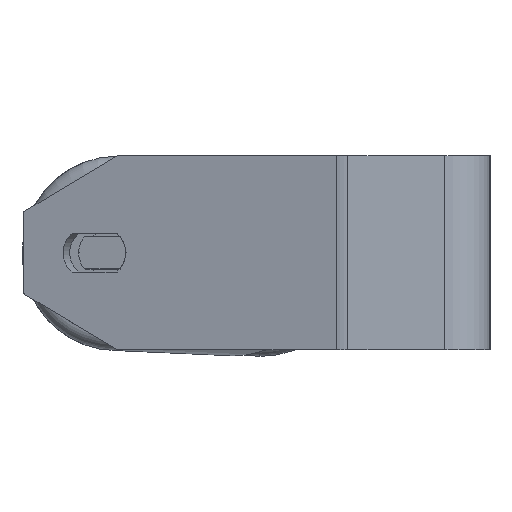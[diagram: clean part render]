
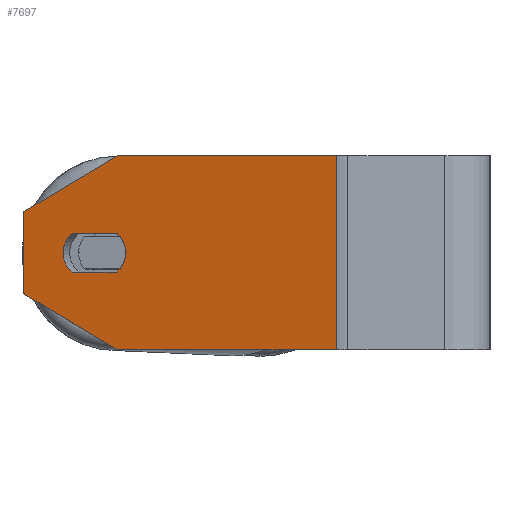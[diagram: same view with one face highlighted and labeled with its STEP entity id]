
A CAD part, left-side view. The second image highlights one B-rep face of the part: STEP entity #7697.
In plain terms, the highlighted planar face has unit normal (-0.966, 0.259, 0).
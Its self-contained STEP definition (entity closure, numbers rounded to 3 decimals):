
#16 = AXIS2_PLACEMENT_3D ( 'NONE', #4070, #6050, #7972 ) ;
#35 = VECTOR ( 'NONE', #2706, 1000. ) ;
#101 = ORIENTED_EDGE ( 'NONE', *, *, #3467, .F. ) ;
#131 = VECTOR ( 'NONE', #4639, 1000. ) ;
#144 = CARTESIAN_POINT ( 'NONE',  ( -266.466, 114.893, 30. ) ) ;
#271 = CIRCLE ( 'NONE', #6567, 7.5 ) ;
#777 = LINE ( 'NONE', #6099, #35 ) ;
#895 = CARTESIAN_POINT ( 'NONE',  ( -258.701, 143.87, -30. ) ) ;
#952 = AXIS2_PLACEMENT_3D ( 'NONE', #5716, #5805, #5091 ) ;
#1124 = VERTEX_POINT ( 'NONE', #2603 ) ;
#1166 = DIRECTION ( 'NONE',  ( 0.966, -0.259, 0. ) ) ;
#1217 = DIRECTION ( 'NONE',  ( 0.259, 0.966, 0. ) ) ;
#1294 = PLANE ( 'NONE',  #5655 ) ;
#1375 = LINE ( 'NONE', #2701, #4514 ) ;
#1416 = ORIENTED_EDGE ( 'NONE', *, *, #2059, .T. ) ;
#1417 = DIRECTION ( 'NONE',  ( 0., 0., -1. ) ) ;
#1419 = VERTEX_POINT ( 'NONE', #7594 ) ;
#1435 = EDGE_CURVE ( 'NONE', #1914, #1124, #271, .T. ) ;
#1451 = EDGE_CURVE ( 'NONE', #3502, #2690, #4650, .T. ) ;
#1486 = ORIENTED_EDGE ( 'NONE', *, *, #5566, .F. ) ;
#1550 = ORIENTED_EDGE ( 'NONE', *, *, #4293, .T. ) ;
#1569 = VERTEX_POINT ( 'NONE', #144 ) ;
#1651 = CARTESIAN_POINT ( 'NONE',  ( -284.523, 47.502, -30. ) ) ;
#1665 = VECTOR ( 'NONE', #2381, 1000. ) ;
#1740 = CARTESIAN_POINT ( 'NONE',  ( -263.877, 124.552, 0. ) ) ;
#1778 = CARTESIAN_POINT ( 'NONE',  ( -284.523, 47.502, 30. ) ) ;
#1914 = VERTEX_POINT ( 'NONE', #4471 ) ;
#1944 = FACE_BOUND ( 'NONE', #4363, .T. ) ;
#1962 = LINE ( 'NONE', #2974, #2196 ) ;
#2059 = EDGE_CURVE ( 'NONE', #6887, #5152, #5243, .T. ) ;
#2196 = VECTOR ( 'NONE', #4258, 1000. ) ;
#2226 = ORIENTED_EDGE ( 'NONE', *, *, #2983, .F. ) ;
#2381 = DIRECTION ( 'NONE',  ( -0.259, -0.966, 0. ) ) ;
#2522 = VECTOR ( 'NONE', #5439, 1000. ) ;
#2569 = VERTEX_POINT ( 'NONE', #1651 ) ;
#2574 = CARTESIAN_POINT ( 'NONE',  ( -266.466, 114.893, -30. ) ) ;
#2603 = CARTESIAN_POINT ( 'NONE',  ( -262.713, 128.899, -6. ) ) ;
#2616 = CIRCLE ( 'NONE', #16, 7.5 ) ;
#2618 = EDGE_CURVE ( 'NONE', #6340, #2569, #1375, .T. ) ;
#2633 = LINE ( 'NONE', #7886, #131 ) ;
#2661 = CARTESIAN_POINT ( 'NONE',  ( -258.701, 143.87, 12.679 ) ) ;
#2690 = VERTEX_POINT ( 'NONE', #6012 ) ;
#2701 = CARTESIAN_POINT ( 'NONE',  ( -284.523, 47.502, 30. ) ) ;
#2706 = DIRECTION ( 'NONE',  ( -0.259, -0.966, 0. ) ) ;
#2792 = CARTESIAN_POINT ( 'NONE',  ( -258.701, 143.87, 30. ) ) ;
#2882 = VECTOR ( 'NONE', #5828, 1000. ) ;
#2974 = CARTESIAN_POINT ( 'NONE',  ( -266.466, 114.893, -30. ) ) ;
#2983 = EDGE_CURVE ( 'NONE', #1569, #6340, #4814, .T. ) ;
#3100 = CARTESIAN_POINT ( 'NONE',  ( -258.701, 143.87, 30. ) ) ;
#3166 = CARTESIAN_POINT ( 'NONE',  ( -267.113, 112.478, 0. ) ) ;
#3176 = VERTEX_POINT ( 'NONE', #2574 ) ;
#3179 = EDGE_LOOP ( 'NONE', ( #1416, #7428, #5739, #5877, #2226, #1550 ) ) ;
#3299 = ORIENTED_EDGE ( 'NONE', *, *, #1451, .F. ) ;
#3467 = EDGE_CURVE ( 'NONE', #2690, #1914, #6554, .T. ) ;
#3502 = VERTEX_POINT ( 'NONE', #3166 ) ;
#3527 = CARTESIAN_POINT ( 'NONE',  ( -258.701, 143.87, -12.679 ) ) ;
#3783 = DIRECTION ( 'NONE',  ( 0.259, 0.966, 0. ) ) ;
#3949 = CARTESIAN_POINT ( 'NONE',  ( -258.701, 143.87, 30. ) ) ;
#4070 = CARTESIAN_POINT ( 'NONE',  ( -265.172, 119.722, 0. ) ) ;
#4258 = DIRECTION ( 'NONE',  ( -0.224, -0.837, -0.5 ) ) ;
#4293 = EDGE_CURVE ( 'NONE', #1569, #6887, #2633, .T. ) ;
#4363 = EDGE_LOOP ( 'NONE', ( #7833, #6646, #101, #3299, #1486 ) ) ;
#4471 = CARTESIAN_POINT ( 'NONE',  ( -262.713, 128.899, 6. ) ) ;
#4514 = VECTOR ( 'NONE', #4725, 1000. ) ;
#4639 = DIRECTION ( 'NONE',  ( 0.224, 0.837, -0.5 ) ) ;
#4650 = CIRCLE ( 'NONE', #952, 7.5 ) ;
#4725 = DIRECTION ( 'NONE',  ( 0., 0., -1. ) ) ;
#4814 = LINE ( 'NONE', #2792, #1665 ) ;
#5091 = DIRECTION ( 'NONE',  ( -0.259, -0.966, 0. ) ) ;
#5109 = EDGE_CURVE ( 'NONE', #5152, #3176, #1962, .T. ) ;
#5152 = VERTEX_POINT ( 'NONE', #3527 ) ;
#5243 = LINE ( 'NONE', #3949, #6312 ) ;
#5439 = DIRECTION ( 'NONE',  ( -0.259, -0.966, 0. ) ) ;
#5566 = EDGE_CURVE ( 'NONE', #1419, #3502, #2616, .T. ) ;
#5655 = AXIS2_PLACEMENT_3D ( 'NONE', #3100, #1166, #3783 ) ;
#5716 = CARTESIAN_POINT ( 'NONE',  ( -265.172, 119.722, 0. ) ) ;
#5739 = ORIENTED_EDGE ( 'NONE', *, *, #7867, .T. ) ;
#5805 = DIRECTION ( 'NONE',  ( -0.966, 0.259, 0. ) ) ;
#5828 = DIRECTION ( 'NONE',  ( 0.259, 0.966, 0. ) ) ;
#5877 = ORIENTED_EDGE ( 'NONE', *, *, #2618, .F. ) ;
#6012 = CARTESIAN_POINT ( 'NONE',  ( -266.336, 115.376, 6. ) ) ;
#6050 = DIRECTION ( 'NONE',  ( -0.966, 0.259, 0. ) ) ;
#6099 = CARTESIAN_POINT ( 'NONE',  ( -266.336, 115.376, -6. ) ) ;
#6312 = VECTOR ( 'NONE', #1417, 1000. ) ;
#6333 = DIRECTION ( 'NONE',  ( -0.966, 0.259, 0. ) ) ;
#6340 = VERTEX_POINT ( 'NONE', #1778 ) ;
#6434 = CARTESIAN_POINT ( 'NONE',  ( -266.336, 115.376, 6. ) ) ;
#6523 = EDGE_CURVE ( 'NONE', #1124, #1419, #777, .T. ) ;
#6554 = LINE ( 'NONE', #6434, #2882 ) ;
#6567 = AXIS2_PLACEMENT_3D ( 'NONE', #1740, #6333, #1217 ) ;
#6646 = ORIENTED_EDGE ( 'NONE', *, *, #1435, .F. ) ;
#6887 = VERTEX_POINT ( 'NONE', #2661 ) ;
#7164 = FACE_OUTER_BOUND ( 'NONE', #3179, .T. ) ;
#7428 = ORIENTED_EDGE ( 'NONE', *, *, #5109, .T. ) ;
#7532 = LINE ( 'NONE', #895, #2522 ) ;
#7594 = CARTESIAN_POINT ( 'NONE',  ( -266.336, 115.376, -6. ) ) ;
#7697 = ADVANCED_FACE ( 'NONE', ( #1944, #7164 ), #1294, .F. ) ;
#7833 = ORIENTED_EDGE ( 'NONE', *, *, #6523, .F. ) ;
#7867 = EDGE_CURVE ( 'NONE', #3176, #2569, #7532, .T. ) ;
#7886 = CARTESIAN_POINT ( 'NONE',  ( -258.701, 143.87, 12.679 ) ) ;
#7972 = DIRECTION ( 'NONE',  ( -0.259, -0.966, 0. ) ) ;
